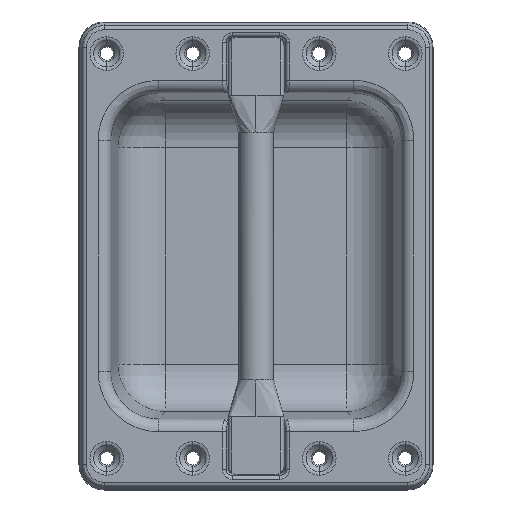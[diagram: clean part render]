
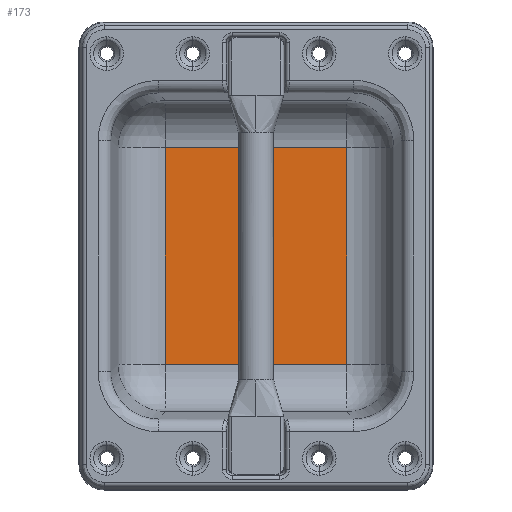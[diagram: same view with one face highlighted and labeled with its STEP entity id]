
A CAD part, front view. The second image highlights one B-rep face of the part: STEP entity #173.
In plain terms, the highlighted planar face has unit normal (0, -1, 0).
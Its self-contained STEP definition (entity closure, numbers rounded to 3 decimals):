
#173=ADVANCED_FACE('',(#1784),#1783,.T.);
#1783=PLANE('',#5790);
#1784=FACE_OUTER_BOUND('',#5791,.T.);
#5787=CARTESIAN_POINT('',(-42.945,44.,51.345));
#5788=DIRECTION('',(0.,-1.,0.));
#5789=DIRECTION('',(0.,0.,-1.));
#5790=AXIS2_PLACEMENT_3D('',#5787,#5788,#5789);
#5791=EDGE_LOOP('',(#9857,#9858,#9859,#9860));
#9857=ORIENTED_EDGE('',*,*,#11316,.F.);
#9858=ORIENTED_EDGE('',*,*,#11380,.F.);
#9859=ORIENTED_EDGE('',*,*,#11381,.F.);
#9860=ORIENTED_EDGE('',*,*,#11325,.F.);
#11316=EDGE_CURVE('',#14321,#14329,#14330,.T.);
#11325=EDGE_CURVE('',#14329,#14376,#14389,.T.);
#11380=EDGE_CURVE('',#14739,#14321,#14740,.T.);
#11381=EDGE_CURVE('',#14376,#14739,#14746,.T.);
#14321=VERTEX_POINT('',#19338);
#14329=VERTEX_POINT('',#19344);
#14330=LINE('',#19345,#19346);
#14376=VERTEX_POINT('',#19375);
#14389=LINE('',#19383,#19384);
#14739=VERTEX_POINT('',#19620);
#14740=LINE('',#19621,#19622);
#14746=LINE('',#19624,#19625);
#19338=CARTESIAN_POINT('',(35.788,44.,42.788));
#19344=CARTESIAN_POINT('',(35.788,44.,-42.788));
#19345=CARTESIAN_POINT('',(35.788,44.,42.788));
#19346=VECTOR('',#19347,85.575);
#19347=DIRECTION('',(0.,0.,-1.));
#19375=CARTESIAN_POINT('',(-35.788,44.,-42.788));
#19383=CARTESIAN_POINT('',(35.788,44.,-42.788));
#19384=VECTOR('',#19385,71.575);
#19385=DIRECTION('',(-1.,0.,0.));
#19620=CARTESIAN_POINT('',(-35.788,44.,42.788));
#19621=CARTESIAN_POINT('',(-35.788,44.,42.788));
#19622=VECTOR('',#19623,71.575);
#19623=DIRECTION('',(1.,0.,0.));
#19624=CARTESIAN_POINT('',(-35.788,44.,-42.788));
#19625=VECTOR('',#19626,85.575);
#19626=DIRECTION('',(0.,0.,1.));
